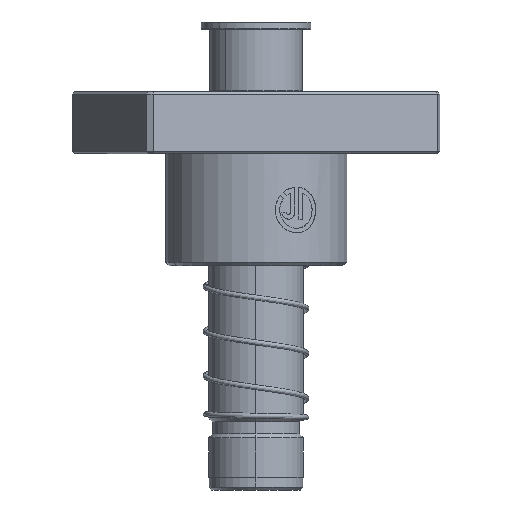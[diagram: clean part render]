
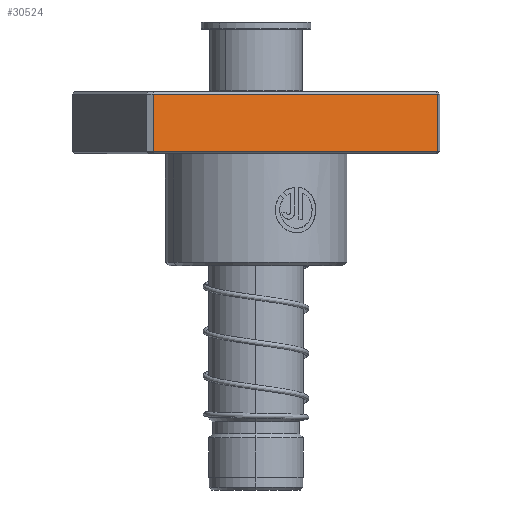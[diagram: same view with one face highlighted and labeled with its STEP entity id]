
A CAD part, left-side view. The second image highlights one B-rep face of the part: STEP entity #30524.
In plain terms, the highlighted face is planar.
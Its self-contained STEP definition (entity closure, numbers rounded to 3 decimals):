
#549 = LINE ( 'NONE', #26265, #21071 ) ;
#635 = ORIENTED_EDGE ( 'NONE', *, *, #19539, .F. ) ;
#1008 = VERTEX_POINT ( 'NONE', #20627 ) ;
#3546 = EDGE_CURVE ( 'NONE', #8516, #22706, #24343, .T. ) ;
#4775 = CARTESIAN_POINT ( 'NONE',  ( 63., 37.5, 24. ) ) ;
#6378 = ORIENTED_EDGE ( 'NONE', *, *, #32931, .T. ) ;
#7911 = DIRECTION ( 'NONE',  ( 1., 0., 0. ) ) ;
#8360 = AXIS2_PLACEMENT_3D ( 'NONE', #10820, #29868, #27170 ) ;
#8516 = VERTEX_POINT ( 'NONE', #22389 ) ;
#9650 = CARTESIAN_POINT ( 'NONE',  ( 63., 37.5, 24. ) ) ;
#10377 = VECTOR ( 'NONE', #7911, 1000. ) ;
#10820 = CARTESIAN_POINT ( 'NONE',  ( -63., 37.5, 25. ) ) ;
#15731 = LINE ( 'NONE', #26321, #29128 ) ;
#15738 = DIRECTION ( 'NONE',  ( 0., 0., -1. ) ) ;
#16699 = CARTESIAN_POINT ( 'NONE',  ( -63., 37.5, 1. ) ) ;
#17365 = CARTESIAN_POINT ( 'NONE',  ( -63., 37.5, 1. ) ) ;
#18004 = FACE_OUTER_BOUND ( 'NONE', #25304, .T. ) ;
#18166 = DIRECTION ( 'NONE',  ( 0., 0., -1. ) ) ;
#18936 = VECTOR ( 'NONE', #19937, 1000. ) ;
#19539 = EDGE_CURVE ( 'NONE', #1008, #22706, #549, .T. ) ;
#19937 = DIRECTION ( 'NONE',  ( -1., 0., 0. ) ) ;
#20627 = CARTESIAN_POINT ( 'NONE',  ( -63., 37.5, 24. ) ) ;
#21036 = EDGE_CURVE ( 'NONE', #1008, #32463, #28337, .T. ) ;
#21071 = VECTOR ( 'NONE', #15738, 1000. ) ;
#22389 = CARTESIAN_POINT ( 'NONE',  ( 63., 37.5, 1. ) ) ;
#22706 = VERTEX_POINT ( 'NONE', #16699 ) ;
#24343 = LINE ( 'NONE', #17365, #18936 ) ;
#24462 = PLANE ( 'NONE',  #8360 ) ;
#25304 = EDGE_LOOP ( 'NONE', ( #6378, #31155, #635, #33935 ) ) ;
#26265 = CARTESIAN_POINT ( 'NONE',  ( -63., 37.5, 25. ) ) ;
#26321 = CARTESIAN_POINT ( 'NONE',  ( 63., 37.5, 25. ) ) ;
#27170 = DIRECTION ( 'NONE',  ( 0., 0., -1. ) ) ;
#28337 = LINE ( 'NONE', #4775, #10377 ) ;
#29128 = VECTOR ( 'NONE', #18166, 1000. ) ;
#29868 = DIRECTION ( 'NONE',  ( 0., -1., 0. ) ) ;
#30524 = ADVANCED_FACE ( 'NONE', ( #18004 ), #24462, .F. ) ;
#31155 = ORIENTED_EDGE ( 'NONE', *, *, #3546, .T. ) ;
#32463 = VERTEX_POINT ( 'NONE', #9650 ) ;
#32931 = EDGE_CURVE ( 'NONE', #32463, #8516, #15731, .T. ) ;
#33935 = ORIENTED_EDGE ( 'NONE', *, *, #21036, .T. ) ;
